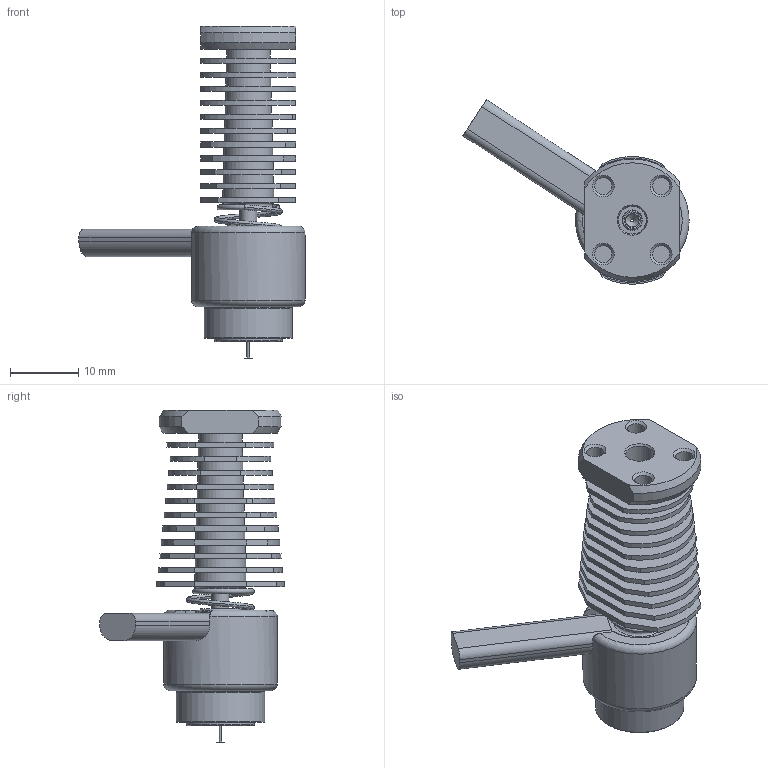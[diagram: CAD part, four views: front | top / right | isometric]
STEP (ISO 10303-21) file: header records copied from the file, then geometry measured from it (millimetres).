
FILE_DESCRIPTION(/* description */ (''),/* implementation_level */ '2;1');
FILE_NAME(/* name */ 'Revo Voron Reference.step',/* time_stamp */ '2022-06-28T19:28:37-06:00',/* author */ (''),/* organization */ (''),/* preprocessor_version */ 'ST-DEVELOPER v19',/* originating_system */ 'Autodesk Translation Framework v11.7.0.108',/* authorisation */ '');
FILE_SCHEMA (('AUTOMOTIVE_DESIGN { 1 0 10303 214 3 1 1 }'));
Length unit declared in the file: millimetre
Products named in the file (4): Revo Voron Reference CAD; Heat Sync; Heater; Nozzle
Assembly tree (3 placements, depth 2):
  Revo Voron Reference CAD
    Heat Sync
    Heater
    Nozzle
Bounding box: 33.24 x 27.16 x 48.8 mm (x, y, z)
Volume: 6325.9 mm3; surface area: 10318.5 mm2
Topology: 10 solids, 10 shells, 1084 faces, 3076 edges, 2044 vertices
Faces by surface type: plane 935, cylinder 106, torus 21, cone 17, bspline 5
Full cylindrical faces by diameter (mm): 0.4 x1, 0.71 x1, 2 x3, 2.5 x7, 3 x2, 3.111 x5, 3.3 x1, 3.908 x10, 4.1 x1, 6 x3, 6.2 x1, 6.4 x1, 6.5 x1, 6.6 x1, 6.7 x1, 6.8 x1, 7 x1, 7.1 x1, 7.2 x1, 7.3 x1, 7.4 x1, 7.5 x1, 8 x3, 10 x3, 12.5 x4, 13 x1, 16.7 x1
Entity records: 37580 total; most frequent: CARTESIAN_POINT 9451, ORIENTED_EDGE 6148, DIRECTION 5642, EDGE_CURVE 3074, VERTEX_POINT 2044, LINE 1932, VECTOR 1932, AXIS2_PLACEMENT_3D 1855
